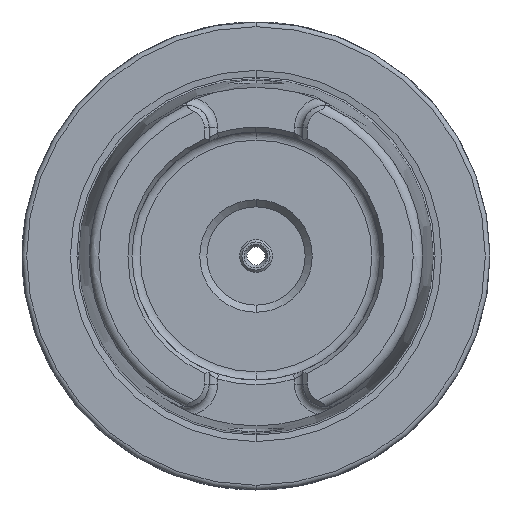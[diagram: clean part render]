
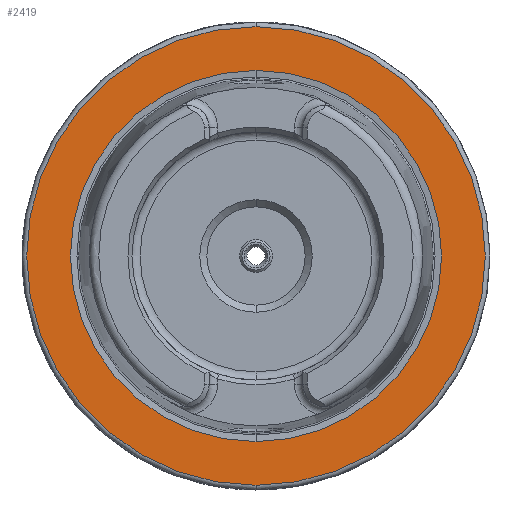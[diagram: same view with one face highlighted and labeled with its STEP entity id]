
A CAD part, left-side view. The second image highlights one B-rep face of the part: STEP entity #2419.
In plain terms, the highlighted planar face has unit normal (-1, 0, 0).
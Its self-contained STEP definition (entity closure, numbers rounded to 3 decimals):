
#48 = EDGE_LOOP ( 'NONE', ( #1770, #5258 ) ) ;
#224 = ORIENTED_EDGE ( 'NONE', *, *, #3017, .F. ) ;
#788 = DIRECTION ( 'NONE',  ( -1., 0., 0. ) ) ;
#842 = CARTESIAN_POINT ( 'NONE',  ( 0., 0., 49. ) ) ;
#986 = VERTEX_POINT ( 'NONE', #3184 ) ;
#1491 = AXIS2_PLACEMENT_3D ( 'NONE', #2467, #1936, #4326 ) ;
#1538 = EDGE_CURVE ( 'NONE', #2148, #4099, #2577, .T. ) ;
#1763 = AXIS2_PLACEMENT_3D ( 'NONE', #2422, #4816, #3575 ) ;
#1770 = ORIENTED_EDGE ( 'NONE', *, *, #5996, .T. ) ;
#1936 = DIRECTION ( 'NONE',  ( 1., 0., 0. ) ) ;
#2148 = VERTEX_POINT ( 'NONE', #2651 ) ;
#2419 = ADVANCED_FACE ( 'NONE', ( #7245, #6566 ), #7210, .T. ) ;
#2422 = CARTESIAN_POINT ( 'NONE',  ( 0., 0., 0. ) ) ;
#2467 = CARTESIAN_POINT ( 'NONE',  ( 0., 0., 0. ) ) ;
#2511 = CARTESIAN_POINT ( 'NONE',  ( 0., 0., 0. ) ) ;
#2577 = CIRCLE ( 'NONE', #6824, 39.647 ) ;
#2606 = CIRCLE ( 'NONE', #1763, 39.647 ) ;
#2651 = CARTESIAN_POINT ( 'NONE',  ( 0., 0., -39.647 ) ) ;
#3017 = EDGE_CURVE ( 'NONE', #3377, #986, #6939, .T. ) ;
#3184 = CARTESIAN_POINT ( 'NONE',  ( 0., 0., -49. ) ) ;
#3309 = EDGE_CURVE ( 'NONE', #986, #3377, #4154, .T. ) ;
#3377 = VERTEX_POINT ( 'NONE', #842 ) ;
#3575 = DIRECTION ( 'NONE',  ( 0., 0., -1. ) ) ;
#3803 = EDGE_LOOP ( 'NONE', ( #6218, #224 ) ) ;
#4099 = VERTEX_POINT ( 'NONE', #4802 ) ;
#4154 = CIRCLE ( 'NONE', #1491, 49. ) ;
#4160 = CARTESIAN_POINT ( 'NONE',  ( 0., 39.647, 0. ) ) ;
#4326 = DIRECTION ( 'NONE',  ( 0., 0., -1. ) ) ;
#4802 = CARTESIAN_POINT ( 'NONE',  ( 0., 0., 39.647 ) ) ;
#4816 = DIRECTION ( 'NONE',  ( 1., 0., 0. ) ) ;
#5136 = CARTESIAN_POINT ( 'NONE',  ( 0., 0., 0. ) ) ;
#5214 = DIRECTION ( 'NONE',  ( 1., 0., 0. ) ) ;
#5258 = ORIENTED_EDGE ( 'NONE', *, *, #1538, .T. ) ;
#5724 = AXIS2_PLACEMENT_3D ( 'NONE', #2511, #6836, #6245 ) ;
#5996 = EDGE_CURVE ( 'NONE', #4099, #2148, #2606, .T. ) ;
#6218 = ORIENTED_EDGE ( 'NONE', *, *, #3309, .F. ) ;
#6245 = DIRECTION ( 'NONE',  ( 0., 0., -1. ) ) ;
#6566 = FACE_OUTER_BOUND ( 'NONE', #3803, .T. ) ;
#6605 = DIRECTION ( 'NONE',  ( 0., 0., 1. ) ) ;
#6824 = AXIS2_PLACEMENT_3D ( 'NONE', #5136, #5214, #6997 ) ;
#6836 = DIRECTION ( 'NONE',  ( 1., 0., 0. ) ) ;
#6930 = AXIS2_PLACEMENT_3D ( 'NONE', #4160, #788, #6605 ) ;
#6939 = CIRCLE ( 'NONE', #5724, 49. ) ;
#6997 = DIRECTION ( 'NONE',  ( 0., 0., -1. ) ) ;
#7210 = PLANE ( 'NONE',  #6930 ) ;
#7245 = FACE_BOUND ( 'NONE', #48, .T. ) ;
